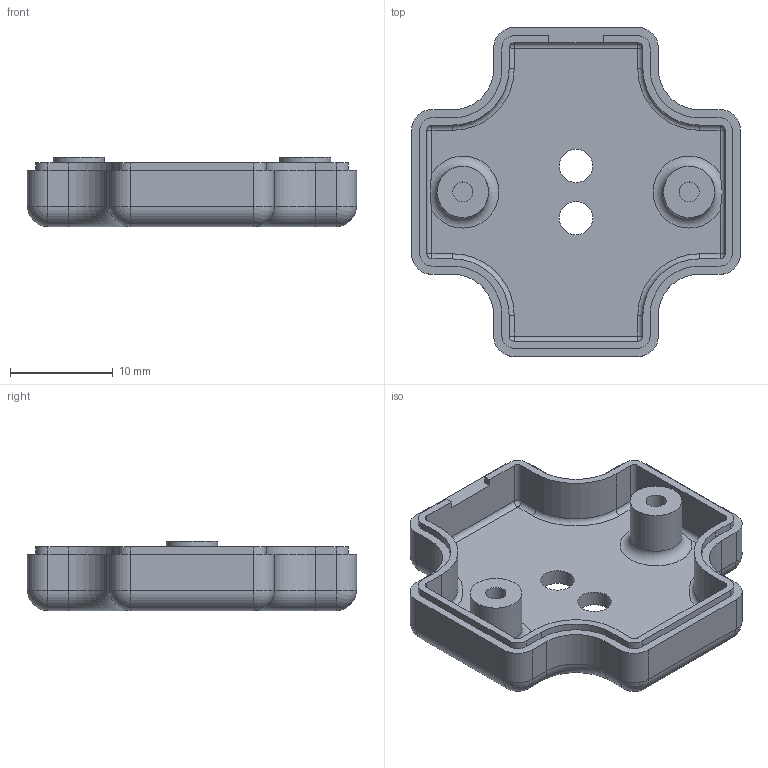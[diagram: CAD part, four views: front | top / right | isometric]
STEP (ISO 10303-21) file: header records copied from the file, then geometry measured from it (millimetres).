
FILE_DESCRIPTION(/* description */ (''),/* implementation_level */ '2;1');
FILE_NAME(/* name */ '45-0120.stp',/* time_stamp */ '2015-07-31T11:42:37-04:00',/* author */ ('Justin'),/* organization */ (''),/* preprocessor_version */ 'ST-DEVELOPER v15.6',/* originating_system */ 'Autodesk Inventor 2015',/* authorisation */ '');
FILE_SCHEMA (('CONFIG_CONTROL_DESIGN'));
Length unit declared in the file: millimetre
Products named in the file (1): 45-0120
Bounding box: 32 x 32 x 6.75 mm (x, y, z)
Volume: 1936.6 mm3; surface area: 2832.6 mm2
Topology: 1 solids, 1 shells, 139 faces, 336 edges, 202 vertices
Faces by surface type: cylinder 66, plane 47, sphere 16, torus 10
Full cylindrical faces by diameter (mm): 1.95 x2, 3.25 x2, 5 x2
Entity records: 4028 total; most frequent: DIRECTION 746, CARTESIAN_POINT 700, ORIENTED_EDGE 652, EDGE_CURVE 326, AXIS2_PLACEMENT_3D 282, VERTEX_POINT 200, LINE 182, VECTOR 182
